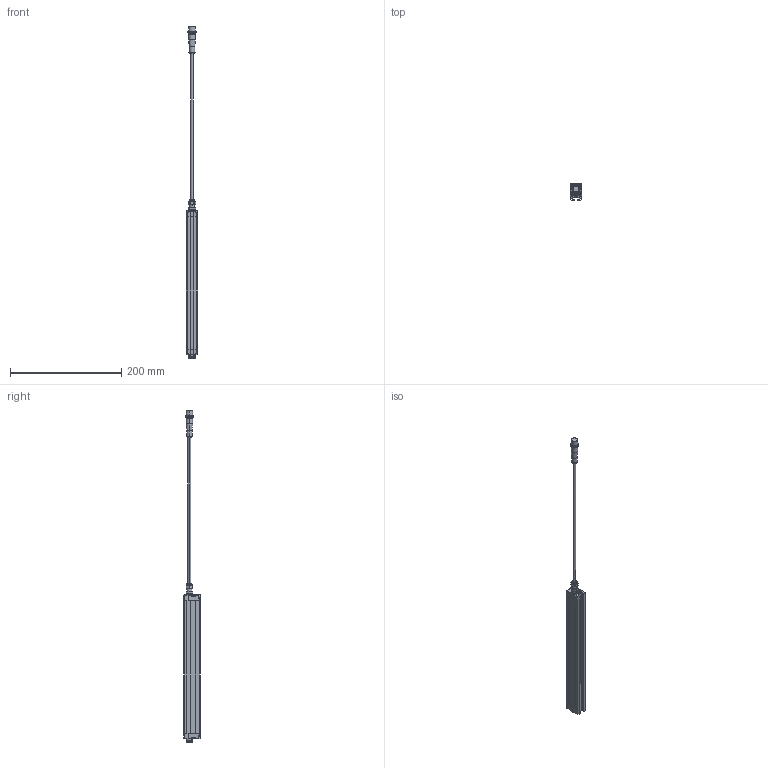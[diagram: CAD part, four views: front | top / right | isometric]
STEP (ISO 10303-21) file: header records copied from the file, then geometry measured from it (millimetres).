
FILE_DESCRIPTION((''),'2;1');
FILE_NAME('ASM0001_ASM','2011-12-07T',('dhelisch'),(''),'PRO/ENGINEER BY PARAMETRIC TECHNOLOGY CORPORATION, 2007250','PRO/ENGINEER BY PARAMETRIC TECHNOLOGY CORPORATION, 2007250','');
FILE_SCHEMA(('CONFIG_CONTROL_DESIGN'));
Length unit declared in the file: millimetre
Products named in the file (17): PRT0002; PRT0003; PRT0004; PRT0005; PRT0006; PRT0007; PRT0008; PRT0009; PRT0010; PRT0011; PRT0012; PRT0013; ___TMP__NAME__; ASM0003_ASM; PRT0001; ASM0002_ASM; ASM0001_ASM
Assembly tree (16 placements, depth 4):
  ASM0001_ASM
    ASM0002_ASM
      ASM0003_ASM
        PRT0002
        PRT0003
        PRT0004
        PRT0005
        PRT0006
        PRT0007
        PRT0008
        PRT0009
        PRT0010
        PRT0011
        PRT0012
        PRT0013
        ___TMP__NAME__
      PRT0001
Bounding box: 20 x 30.5 x 597.2 mm (x, y, z)
Volume: 1023.4 mm3; surface area: 67509.3 mm2
Topology: 4 solids, 36 shells, 1388 faces, 3984 edges, 2596 vertices
Faces by surface type: plane 618, cylinder 522, cone 130, sphere 58, bspline 36, torus 24
Entity records: 61276 total; most frequent: CARTESIAN_POINT 14657, ORIENTED_EDGE 7550, DIRECTION 6906, EDGE_CURVE 3901, PRESENTATION_STYLE_ASSIGNMENT 2880, STYLED_ITEM 2880, VERTEX_POINT 2565, AXIS2_PLACEMENT_3D 2515
